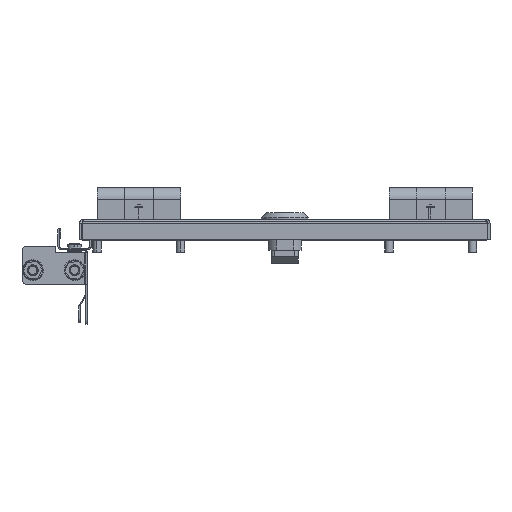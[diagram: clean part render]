
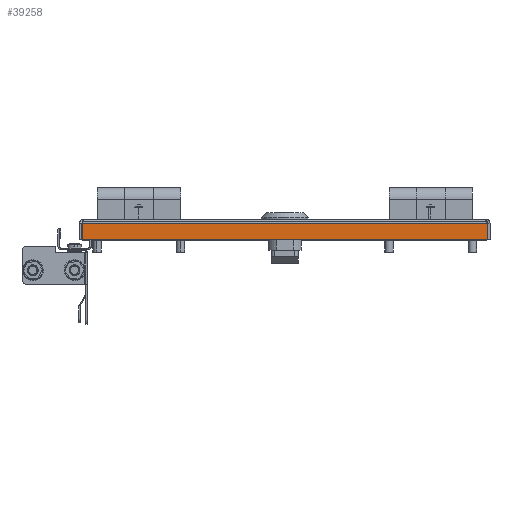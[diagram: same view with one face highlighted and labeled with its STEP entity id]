
A CAD part, left-side view. The second image highlights one B-rep face of the part: STEP entity #39258.
In plain terms, the highlighted planar face has unit normal (-1, 0, 0).
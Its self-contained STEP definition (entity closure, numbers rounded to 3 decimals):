
#50 = ORIENTED_EDGE ( 'NONE', *, *, #44373, .T. ) ;
#2365 = PLANE ( 'NONE',  #20639 ) ;
#4049 = FACE_OUTER_BOUND ( 'NONE', #49510, .T. ) ;
#5796 = VERTEX_POINT ( 'NONE', #7126 ) ;
#6250 = DIRECTION ( 'NONE',  ( 0., 0., -1. ) ) ;
#7126 = CARTESIAN_POINT ( 'NONE',  ( -489.25, 121.528, -12. ) ) ;
#7702 = CARTESIAN_POINT ( 'NONE',  ( -489.25, -121.531, -2.4 ) ) ;
#8494 = DIRECTION ( 'NONE',  ( 0., 0., -1. ) ) ;
#10248 = DIRECTION ( 'NONE',  ( 0., -1., 0. ) ) ;
#11357 = LINE ( 'NONE', #27855, #57125 ) ;
#12782 = VERTEX_POINT ( 'NONE', #7702 ) ;
#14274 = CARTESIAN_POINT ( 'NONE',  ( -489.25, 121.528, -2.4 ) ) ;
#15410 = VERTEX_POINT ( 'NONE', #14274 ) ;
#16375 = VECTOR ( 'NONE', #8494, 1000. ) ;
#17903 = VERTEX_POINT ( 'NONE', #54198 ) ;
#19969 = DIRECTION ( 'NONE',  ( 0., -1., 0. ) ) ;
#20639 = AXIS2_PLACEMENT_3D ( 'NONE', #54697, #50815, #6250 ) ;
#22043 = VECTOR ( 'NONE', #45068, 1000. ) ;
#22560 = EDGE_CURVE ( 'NONE', #5796, #17903, #11357, .T. ) ;
#23402 = ORIENTED_EDGE ( 'NONE', *, *, #27177, .F. ) ;
#27177 = EDGE_CURVE ( 'NONE', #12782, #17903, #33877, .T. ) ;
#27855 = CARTESIAN_POINT ( 'NONE',  ( -489.25, -0.002, -12. ) ) ;
#33877 = LINE ( 'NONE', #53783, #22043 ) ;
#36674 = ORIENTED_EDGE ( 'NONE', *, *, #51920, .F. ) ;
#37232 = ORIENTED_EDGE ( 'NONE', *, *, #22560, .T. ) ;
#37831 = CARTESIAN_POINT ( 'NONE',  ( -489.25, -123.002, -2.4 ) ) ;
#39258 = ADVANCED_FACE ( 'NONE', ( #4049 ), #2365, .F. ) ;
#44019 = LINE ( 'NONE', #37831, #47502 ) ;
#44373 = EDGE_CURVE ( 'NONE', #15410, #5796, #51776, .T. ) ;
#45068 = DIRECTION ( 'NONE',  ( 0., 0., -1. ) ) ;
#47502 = VECTOR ( 'NONE', #19969, 1000. ) ;
#48811 = CARTESIAN_POINT ( 'NONE',  ( -489.25, 121.528, 0. ) ) ;
#49510 = EDGE_LOOP ( 'NONE', ( #23402, #36674, #50, #37232 ) ) ;
#50815 = DIRECTION ( 'NONE',  ( 1., 0., 0. ) ) ;
#51776 = LINE ( 'NONE', #48811, #16375 ) ;
#51920 = EDGE_CURVE ( 'NONE', #15410, #12782, #44019, .T. ) ;
#53783 = CARTESIAN_POINT ( 'NONE',  ( -489.25, -121.531, -1.4 ) ) ;
#54198 = CARTESIAN_POINT ( 'NONE',  ( -489.25, -121.531, -12. ) ) ;
#54697 = CARTESIAN_POINT ( 'NONE',  ( -489.25, -0.002, 0. ) ) ;
#57125 = VECTOR ( 'NONE', #10248, 1000. ) ;
